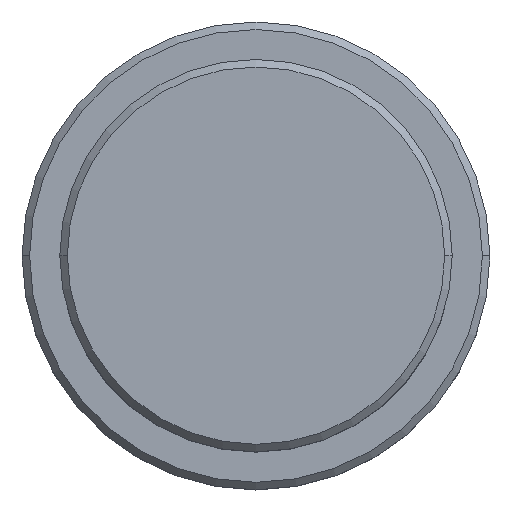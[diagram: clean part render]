
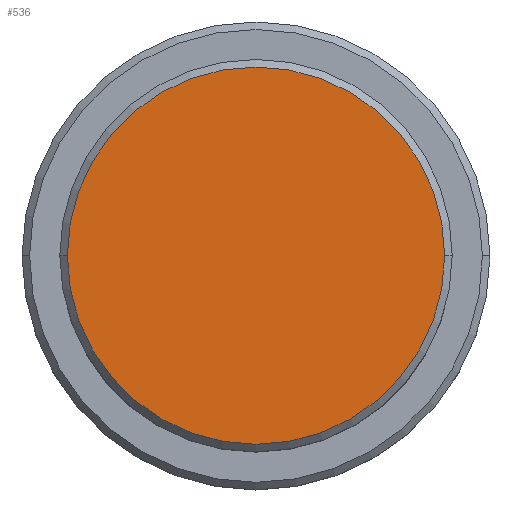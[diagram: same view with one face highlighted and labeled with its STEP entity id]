
A CAD part, top view. The second image highlights one B-rep face of the part: STEP entity #536.
In plain terms, the highlighted planar face has unit normal (0, 0, 1).
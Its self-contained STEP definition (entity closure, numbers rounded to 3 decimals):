
#80 = CIRCLE ( 'NONE', #834, 12.5 ) ;
#168 = EDGE_CURVE ( 'NONE', #262, #1041, #1401, .T. ) ;
#262 = VERTEX_POINT ( 'NONE', #479 ) ;
#342 = PLANE ( 'NONE',  #1316 ) ;
#343 = DIRECTION ( 'NONE',  ( 1., 0., 0. ) ) ;
#347 = CARTESIAN_POINT ( 'NONE',  ( 0., 0., 0. ) ) ;
#374 = EDGE_CURVE ( 'NONE', #1041, #262, #80, .T. ) ;
#479 = CARTESIAN_POINT ( 'NONE',  ( -12.5, 0., 0. ) ) ;
#495 = CARTESIAN_POINT ( 'NONE',  ( 0., 0., 0. ) ) ;
#521 = DIRECTION ( 'NONE',  ( 1., 0., 0. ) ) ;
#536 = ADVANCED_FACE ( 'NONE', ( #978 ), #342, .T. ) ;
#603 = EDGE_LOOP ( 'NONE', ( #774, #911 ) ) ;
#746 = DIRECTION ( 'NONE',  ( 0., 0., 1. ) ) ;
#767 = CARTESIAN_POINT ( 'NONE',  ( 12.5, 0., 0. ) ) ;
#774 = ORIENTED_EDGE ( 'NONE', *, *, #168, .T. ) ;
#824 = DIRECTION ( 'NONE',  ( 1., 0., 0. ) ) ;
#830 = AXIS2_PLACEMENT_3D ( 'NONE', #1217, #870, #343 ) ;
#834 = AXIS2_PLACEMENT_3D ( 'NONE', #495, #1369, #824 ) ;
#870 = DIRECTION ( 'NONE',  ( 0., 0., 1. ) ) ;
#911 = ORIENTED_EDGE ( 'NONE', *, *, #374, .T. ) ;
#978 = FACE_OUTER_BOUND ( 'NONE', #603, .T. ) ;
#1041 = VERTEX_POINT ( 'NONE', #767 ) ;
#1217 = CARTESIAN_POINT ( 'NONE',  ( 0., 0., 0. ) ) ;
#1316 = AXIS2_PLACEMENT_3D ( 'NONE', #347, #746, #521 ) ;
#1369 = DIRECTION ( 'NONE',  ( 0., 0., 1. ) ) ;
#1401 = CIRCLE ( 'NONE', #830, 12.5 ) ;
